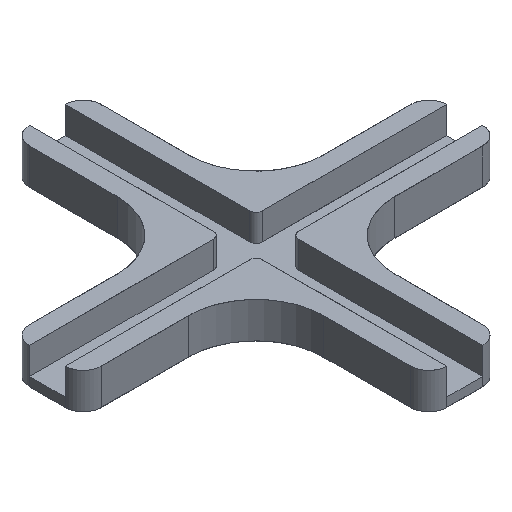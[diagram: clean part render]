
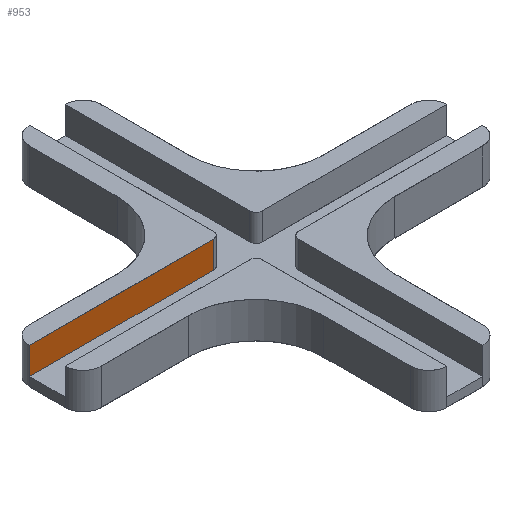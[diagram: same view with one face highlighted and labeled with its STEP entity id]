
A CAD part, isometric view. The second image highlights one B-rep face of the part: STEP entity #953.
In plain terms, the highlighted planar face has unit normal (0, -1, 0).
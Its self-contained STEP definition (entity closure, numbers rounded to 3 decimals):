
#32=PLANE('',#1095);
#101=FACE_OUTER_BOUND('',#143,.T.);
#143=EDGE_LOOP('',(#785,#786,#787,#788));
#190=LINE('',#2734,#307);
#191=LINE('',#2736,#308);
#192=LINE('',#2738,#309);
#193=LINE('',#2739,#310);
#307=VECTOR('',#1193,10.);
#308=VECTOR('',#1194,10.);
#309=VECTOR('',#1195,10.);
#310=VECTOR('',#1196,10.);
#461=VERTEX_POINT('',#2732);
#462=VERTEX_POINT('',#2733);
#463=VERTEX_POINT('',#2735);
#464=VERTEX_POINT('',#2737);
#623=EDGE_CURVE('',#461,#462,#190,.T.);
#624=EDGE_CURVE('',#462,#463,#191,.T.);
#625=EDGE_CURVE('',#463,#464,#192,.T.);
#626=EDGE_CURVE('',#464,#461,#193,.T.);
#785=ORIENTED_EDGE('',*,*,#623,.T.);
#786=ORIENTED_EDGE('',*,*,#624,.T.);
#787=ORIENTED_EDGE('',*,*,#625,.T.);
#788=ORIENTED_EDGE('',*,*,#626,.T.);
#953=ADVANCED_FACE('',(#101),#32,.T.);
#1095=AXIS2_PLACEMENT_3D('',#2731,#1191,#1192);
#1191=DIRECTION('center_axis',(0.,-1.,0.));
#1192=DIRECTION('ref_axis',(0.,0.,1.));
#1193=DIRECTION('',(-1.,0.,0.));
#1194=DIRECTION('',(0.,0.,-1.));
#1195=DIRECTION('',(1.,0.,0.));
#1196=DIRECTION('',(0.,0.,1.));
#2731=CARTESIAN_POINT('Origin',(44.3,54.,6.));
#2732=CARTESIAN_POINT('',(44.3,54.,0.));
#2733=CARTESIAN_POINT('',(3.262,54.,0.));
#2734=CARTESIAN_POINT('',(44.3,54.,0.));
#2735=CARTESIAN_POINT('',(3.262,54.,-6.));
#2736=CARTESIAN_POINT('',(3.262,54.,0.));
#2737=CARTESIAN_POINT('',(44.3,54.,-6.));
#2738=CARTESIAN_POINT('',(3.262,54.,-6.));
#2739=CARTESIAN_POINT('',(44.3,54.,-6.));
